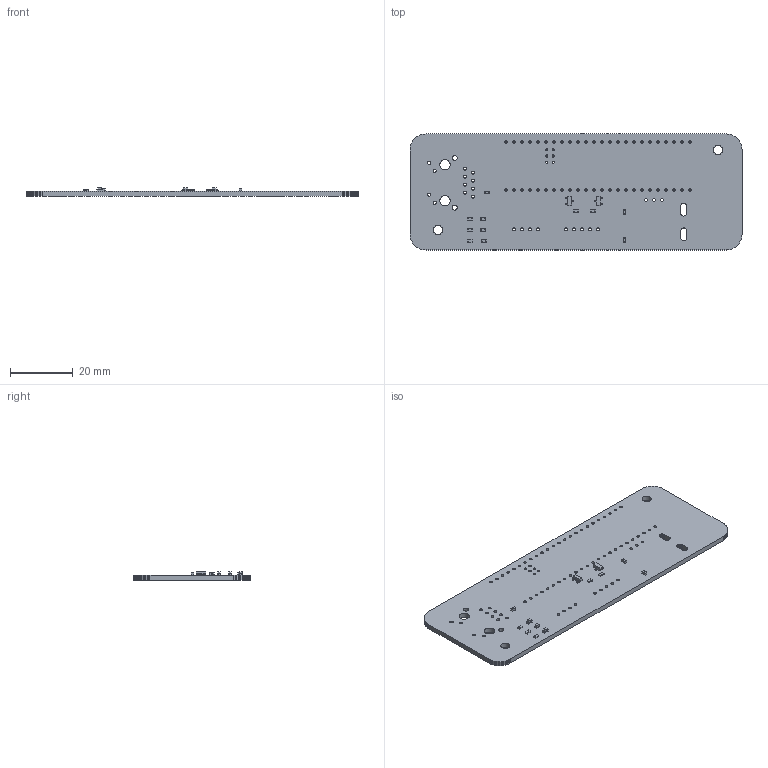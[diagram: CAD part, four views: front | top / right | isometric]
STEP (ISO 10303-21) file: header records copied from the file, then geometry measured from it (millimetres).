
FILE_DESCRIPTION(('KiCad electronic assembly'),'2;1');
FILE_NAME('Raman_Spectrometer_Board.step','2023-10-20T23:24:55',( 'Pcbnew'),('Kicad'),'Open CASCADE STEP processor 7.7', 'KiCad to STEP converter','Unknown');
FILE_SCHEMA(('AUTOMOTIVE_DESIGN { 1 0 10303 214 1 1 1 1 }'));
Length unit declared in the file: millimetre
Products named in the file (10): Raman_Spectrometer_Board 1; LED_0603_1608Metric; SOLID; C_0603_1608Metric; R_0603_1608Metric; SOT-23; Raman_Spectrometer_Board PCB
Assembly tree (18 placements, depth 3):
  Raman_Spectrometer_Board 1
    LED_0603_1608Metric  x3
      SOLID
    C_0603_1608Metric  x3
      SOLID
    R_0603_1608Metric  x5
      SOLID
    SOT-23  x2
      SOLID
    Raman_Spectrometer_Board PCB
Bounding box: 105.41 x 36.83 x 2.85 mm (x, y, z)
Volume: 6047.5 mm3; surface area: 8518.3 mm2
Topology: 14 solids, 14 shells, 746 faces, 1999 edges, 1290 vertices
Faces by surface type: plane 484, cylinder 208, bspline 54
Full cylindrical faces by diameter (mm): 0.7 x6, 0.8 x48, 0.889 x3, 0.9 x17, 1.02 x4, 1.6 x2, 2.946 x2, 3.25 x2
Entity records: 30260 total; most frequent: CARTESIAN_POINT 6062, DIRECTION 4171, LINE 2831, VECTOR 2831, ORIENTED_EDGE 2274, PCURVE 2274, DEFINITIONAL_REPRESENTATION 2274, EDGE_CURVE 1137
